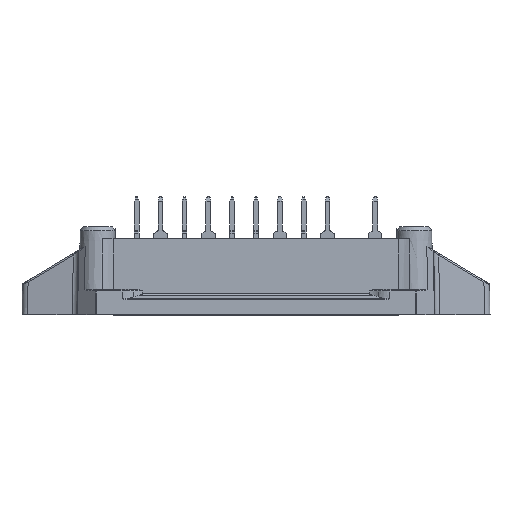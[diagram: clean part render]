
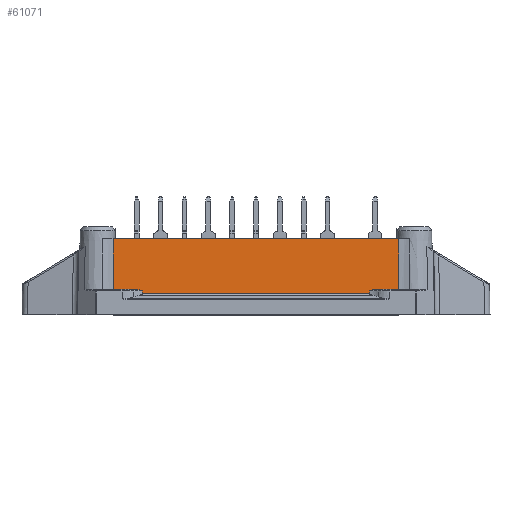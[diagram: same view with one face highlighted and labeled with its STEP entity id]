
A CAD part, front view. The second image highlights one B-rep face of the part: STEP entity #61071.
In plain terms, the highlighted planar face has unit normal (0, -1, 0.018).
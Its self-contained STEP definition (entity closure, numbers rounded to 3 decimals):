
#3285=B_SPLINE_CURVE_WITH_KNOTS('',3,(#84125,#84126,#84127,#84128),
 .UNSPECIFIED.,.F.,.F.,(4,4),(0.,0.001),
 .UNSPECIFIED.);
#3286=B_SPLINE_CURVE_WITH_KNOTS('',3,(#84133,#84134,#84135,#84136),
 .UNSPECIFIED.,.F.,.F.,(4,4),(0.001,0.001),
 .UNSPECIFIED.);
#3287=B_SPLINE_CURVE_WITH_KNOTS('',3,(#84138,#84139,#84140,#84141,#84142,
#84143,#84144),.UNSPECIFIED.,.F.,.F.,(4,1,1,1,4),(0.,
0.,0.,0.,0.001),
 .UNSPECIFIED.);
#3288=B_SPLINE_CURVE_WITH_KNOTS('',3,(#84148,#84149,#84150,#84151),
 .UNSPECIFIED.,.F.,.F.,(4,4),(0.,0.007),
 .UNSPECIFIED.);
#3289=B_SPLINE_CURVE_WITH_KNOTS('',3,(#84152,#84153,#84154,#84155),
 .UNSPECIFIED.,.F.,.F.,(4,4),(0.,0.007),.UNSPECIFIED.);
#3290=B_SPLINE_CURVE_WITH_KNOTS('',3,(#84159,#84160,#84161,#84162,#84163,
#84164),.UNSPECIFIED.,.F.,.F.,(4,1,1,4),(0.,0.,0.001,
0.001),.UNSPECIFIED.);
#4881=ORIENTED_EDGE('',*,*,#17941,.T.);
#4882=ORIENTED_EDGE('',*,*,#17942,.T.);
#4883=ORIENTED_EDGE('',*,*,#17943,.T.);
#4884=ORIENTED_EDGE('',*,*,#17944,.T.);
#4885=ORIENTED_EDGE('',*,*,#17945,.F.);
#4886=ORIENTED_EDGE('',*,*,#17946,.T.);
#4887=ORIENTED_EDGE('',*,*,#17462,.T.);
#4888=ORIENTED_EDGE('',*,*,#17947,.T.);
#4889=ORIENTED_EDGE('',*,*,#17948,.T.);
#4890=ORIENTED_EDGE('',*,*,#17949,.T.);
#17462=EDGE_CURVE('',#24013,#24012,#27812,.F.);
#17941=EDGE_CURVE('',#24455,#24456,#3285,.T.);
#17942=EDGE_CURVE('',#24456,#24457,#28027,.F.);
#17943=EDGE_CURVE('',#24457,#24458,#3286,.T.);
#17944=EDGE_CURVE('',#24458,#24459,#3287,.T.);
#17945=EDGE_CURVE('',#24460,#24459,#28028,.F.);
#17946=EDGE_CURVE('',#24460,#24013,#3288,.T.);
#17947=EDGE_CURVE('',#24012,#24461,#3289,.T.);
#17948=EDGE_CURVE('',#24461,#24462,#28029,.F.);
#17949=EDGE_CURVE('',#24462,#24455,#3290,.T.);
#24012=VERTEX_POINT('',#82831);
#24013=VERTEX_POINT('',#82833);
#24455=VERTEX_POINT('',#84129);
#24456=VERTEX_POINT('',#84130);
#24457=VERTEX_POINT('',#84132);
#24458=VERTEX_POINT('',#84137);
#24459=VERTEX_POINT('',#84145);
#24460=VERTEX_POINT('',#84147);
#24461=VERTEX_POINT('',#84156);
#24462=VERTEX_POINT('',#84158);
#27812=LINE('',#82832,#31954);
#28027=LINE('',#84131,#32169);
#28028=LINE('',#84146,#32170);
#28029=LINE('',#84157,#32171);
#31954=VECTOR('',#69121,1000.);
#32169=VECTOR('',#69784,1000.);
#32170=VECTOR('',#69785,1000.);
#32171=VECTOR('',#69786,1000.);
#35955=EDGE_LOOP('',(#4881,#4882,#4883,#4884,#4885,#4886,#4887,#4888,#4889,
#4890));
#38735=FACE_BOUND('',#35955,.T.);
#41401=PLANE('',#64160);
#61071=ADVANCED_FACE('',(#38735),#41401,.T.);
#64160=AXIS2_PLACEMENT_3D('',#84124,#69782,#69783);
#69121=DIRECTION('',(1.,0.,0.));
#69782=DIRECTION('',(0.,-1.,0.017));
#69783=DIRECTION('',(0.,0.017,1.));
#69784=DIRECTION('',(-1.,0.,0.));
#69785=DIRECTION('',(1.,0.,0.));
#69786=DIRECTION('',(-1.,0.,0.));
#82831=CARTESIAN_POINT('',(-19.154,-16.103,10.2));
#82832=CARTESIAN_POINT('',(-26.5,-16.103,10.2));
#82833=CARTESIAN_POINT('',(19.154,-16.103,10.2));
#84124=CARTESIAN_POINT('',(-26.5,-16.23,2.9));
#84125=CARTESIAN_POINT('',(-15.277,-16.225,3.203));
#84126=CARTESIAN_POINT('',(-15.277,-16.227,3.076));
#84127=CARTESIAN_POINT('',(-15.277,-16.229,2.949));
#84128=CARTESIAN_POINT('',(-15.277,-16.231,2.822));
#84129=CARTESIAN_POINT('',(-15.277,-16.225,3.203));
#84130=CARTESIAN_POINT('',(-15.277,-16.231,2.822));
#84131=CARTESIAN_POINT('',(15.276,-16.231,2.822));
#84132=CARTESIAN_POINT('',(15.277,-16.231,2.822));
#84133=CARTESIAN_POINT('',(15.277,-16.231,2.822));
#84134=CARTESIAN_POINT('',(15.277,-16.229,2.949));
#84135=CARTESIAN_POINT('',(15.277,-16.227,3.076));
#84136=CARTESIAN_POINT('',(15.277,-16.225,3.203));
#84137=CARTESIAN_POINT('',(15.277,-16.225,3.203));
#84138=CARTESIAN_POINT('',(15.277,-16.225,3.203));
#84139=CARTESIAN_POINT('',(15.277,-16.224,3.233));
#84140=CARTESIAN_POINT('',(15.331,-16.223,3.273));
#84141=CARTESIAN_POINT('',(15.431,-16.223,3.319));
#84142=CARTESIAN_POINT('',(15.627,-16.222,3.377));
#84143=CARTESIAN_POINT('',(15.794,-16.221,3.4));
#84144=CARTESIAN_POINT('',(15.909,-16.221,3.4));
#84145=CARTESIAN_POINT('',(15.909,-16.221,3.4));
#84146=CARTESIAN_POINT('',(-26.5,-16.221,3.4));
#84147=CARTESIAN_POINT('',(19.136,-16.221,3.4));
#84148=CARTESIAN_POINT('',(19.136,-16.221,3.4));
#84149=CARTESIAN_POINT('',(19.142,-16.182,5.667));
#84150=CARTESIAN_POINT('',(19.148,-16.142,7.933));
#84151=CARTESIAN_POINT('',(19.154,-16.103,10.2));
#84152=CARTESIAN_POINT('',(-19.154,-16.103,10.2));
#84153=CARTESIAN_POINT('',(-19.148,-16.142,7.933));
#84154=CARTESIAN_POINT('',(-19.142,-16.182,5.667));
#84155=CARTESIAN_POINT('',(-19.136,-16.221,3.4));
#84156=CARTESIAN_POINT('',(-19.136,-16.221,3.4));
#84157=CARTESIAN_POINT('',(-26.5,-16.221,3.4));
#84158=CARTESIAN_POINT('',(-15.909,-16.221,3.4));
#84159=CARTESIAN_POINT('',(-15.909,-16.221,3.4));
#84160=CARTESIAN_POINT('',(-15.794,-16.221,3.4));
#84161=CARTESIAN_POINT('',(-15.619,-16.222,3.378));
#84162=CARTESIAN_POINT('',(-15.415,-16.223,3.31));
#84163=CARTESIAN_POINT('',(-15.277,-16.224,3.262));
#84164=CARTESIAN_POINT('',(-15.277,-16.225,3.203));
